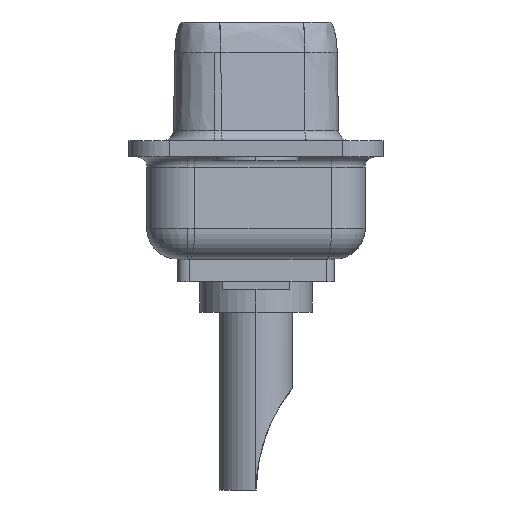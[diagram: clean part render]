
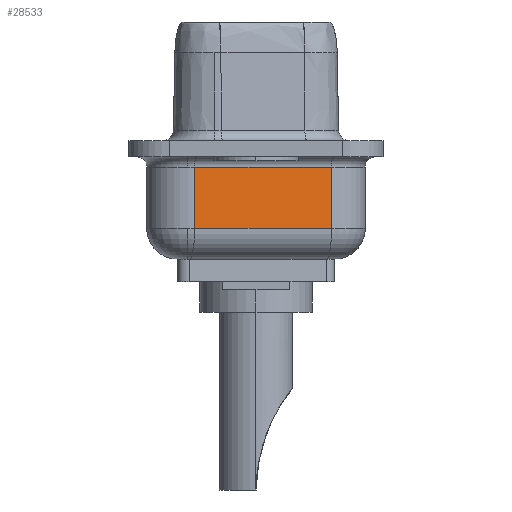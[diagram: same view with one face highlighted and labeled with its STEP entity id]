
A CAD part, left-side view. The second image highlights one B-rep face of the part: STEP entity #28533.
In plain terms, the highlighted planar face has unit normal (-0.985, -0.174, 0).
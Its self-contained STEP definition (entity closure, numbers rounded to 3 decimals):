
#506 = VERTEX_POINT ( 'NONE', #2872 ) ;
#1067 = VECTOR ( 'NONE', #16103, 1000. ) ;
#1475 = EDGE_CURVE ( 'NONE', #26511, #506, #13387, .T. ) ;
#2872 = CARTESIAN_POINT ( 'NONE',  ( -27.538, -3.697, -4.3 ) ) ;
#4115 = VECTOR ( 'NONE', #22826, 1000. ) ;
#6851 = EDGE_CURVE ( 'NONE', #7361, #11803, #28119, .T. ) ;
#7361 = VERTEX_POINT ( 'NONE', #29365 ) ;
#11594 = LINE ( 'NONE', #28910, #25887 ) ;
#11803 = VERTEX_POINT ( 'NONE', #25187 ) ;
#11806 = LINE ( 'NONE', #16642, #1067 ) ;
#12199 = CARTESIAN_POINT ( 'NONE',  ( -28.72, 3.003, -4.3 ) ) ;
#13387 = LINE ( 'NONE', #30517, #4115 ) ;
#15036 = EDGE_LOOP ( 'NONE', ( #25185, #23702, #19064, #30103 ) ) ;
#15148 = DIRECTION ( 'NONE',  ( 0.985, 0.174, 0. ) ) ;
#15542 = AXIS2_PLACEMENT_3D ( 'NONE', #27770, #15148, #22665 ) ;
#16103 = DIRECTION ( 'NONE',  ( 0., 0., 1. ) ) ;
#16642 = CARTESIAN_POINT ( 'NONE',  ( -28.72, 3.003, -5.8 ) ) ;
#17701 = FACE_OUTER_BOUND ( 'NONE', #15036, .T. ) ;
#17848 = EDGE_CURVE ( 'NONE', #506, #7361, #11594, .T. ) ;
#18014 = PLANE ( 'NONE',  #15542 ) ;
#19064 = ORIENTED_EDGE ( 'NONE', *, *, #22348, .F. ) ;
#20964 = VECTOR ( 'NONE', #26205, 1000. ) ;
#21375 = DIRECTION ( 'NONE',  ( 0., 0., 1. ) ) ;
#22348 = EDGE_CURVE ( 'NONE', #26511, #11803, #11806, .T. ) ;
#22665 = DIRECTION ( 'NONE',  ( -0.174, 0.985, 0. ) ) ;
#22826 = DIRECTION ( 'NONE',  ( 0.174, -0.985, 0. ) ) ;
#23702 = ORIENTED_EDGE ( 'NONE', *, *, #6851, .T. ) ;
#25185 = ORIENTED_EDGE ( 'NONE', *, *, #17848, .T. ) ;
#25187 = CARTESIAN_POINT ( 'NONE',  ( -28.72, 3.003, -1.3 ) ) ;
#25887 = VECTOR ( 'NONE', #21375, 1000. ) ;
#26205 = DIRECTION ( 'NONE',  ( -0.174, 0.985, 0. ) ) ;
#26511 = VERTEX_POINT ( 'NONE', #12199 ) ;
#27770 = CARTESIAN_POINT ( 'NONE',  ( -27.538, -3.697, -5.8 ) ) ;
#28119 = LINE ( 'NONE', #28773, #20964 ) ;
#28533 = ADVANCED_FACE ( 'NONE', ( #17701 ), #18014, .F. ) ;
#28773 = CARTESIAN_POINT ( 'NONE',  ( -27.538, -3.697, -1.3 ) ) ;
#28910 = CARTESIAN_POINT ( 'NONE',  ( -27.538, -3.697, -5.8 ) ) ;
#29365 = CARTESIAN_POINT ( 'NONE',  ( -27.538, -3.697, -1.3 ) ) ;
#30103 = ORIENTED_EDGE ( 'NONE', *, *, #1475, .T. ) ;
#30517 = CARTESIAN_POINT ( 'NONE',  ( -27.538, -3.697, -4.3 ) ) ;
